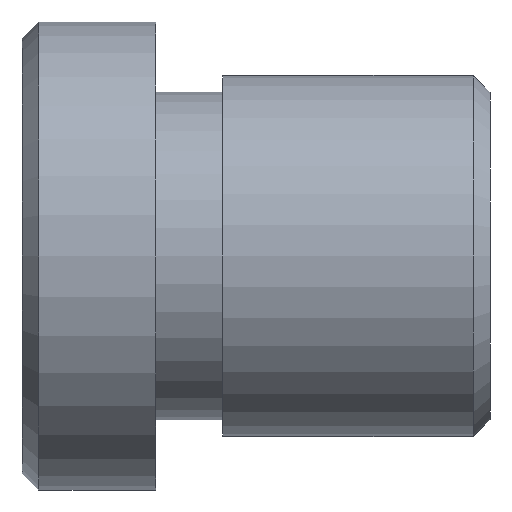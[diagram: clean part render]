
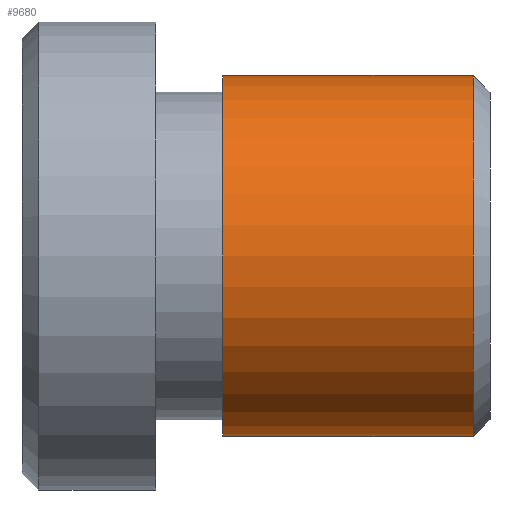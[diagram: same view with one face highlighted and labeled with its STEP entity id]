
A CAD part, left-side view. The second image highlights one B-rep face of the part: STEP entity #9680.
In plain terms, the highlighted cylindrical face has radius 5.4 mm (diameter 10.8 mm), a partial arc.
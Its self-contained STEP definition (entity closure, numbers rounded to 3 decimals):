
#798 = DIRECTION ( 'NONE',  ( 0., 1., 0. ) ) ;
#1062 = DIRECTION ( 'NONE',  ( 0., -1., 0. ) ) ;
#1606 = CARTESIAN_POINT ( 'NONE',  ( 0., 0.5, 5.4 ) ) ;
#1887 = VECTOR ( 'NONE', #1062, 1000. ) ;
#2010 = EDGE_LOOP ( 'NONE', ( #5824, #2138, #5598, #3092 ) ) ;
#2138 = ORIENTED_EDGE ( 'NONE', *, *, #7815, .F. ) ;
#2380 = CIRCLE ( 'NONE', #8493, 5.4 ) ;
#2450 = CARTESIAN_POINT ( 'NONE',  ( 0., 0.5, 0. ) ) ;
#3032 = CARTESIAN_POINT ( 'NONE',  ( 0., 8., -5.4 ) ) ;
#3092 = ORIENTED_EDGE ( 'NONE', *, *, #13140, .T. ) ;
#4184 = CIRCLE ( 'NONE', #4686, 5.4 ) ;
#4187 = EDGE_CURVE ( 'NONE', #9292, #8187, #5103, .T. ) ;
#4358 = CARTESIAN_POINT ( 'NONE',  ( 0., 0., 5.4 ) ) ;
#4686 = AXIS2_PLACEMENT_3D ( 'NONE', #7442, #798, #10788 ) ;
#5103 = LINE ( 'NONE', #12676, #5628 ) ;
#5598 = ORIENTED_EDGE ( 'NONE', *, *, #4187, .T. ) ;
#5628 = VECTOR ( 'NONE', #12766, 1000. ) ;
#5754 = VERTEX_POINT ( 'NONE', #1606 ) ;
#5824 = ORIENTED_EDGE ( 'NONE', *, *, #9367, .F. ) ;
#5861 = CARTESIAN_POINT ( 'NONE',  ( 0., 8., 5.4 ) ) ;
#6241 = LINE ( 'NONE', #4358, #1887 ) ;
#6565 = CARTESIAN_POINT ( 'NONE',  ( 0., 0.5, -5.4 ) ) ;
#7096 = CARTESIAN_POINT ( 'NONE',  ( 0., 0., 0. ) ) ;
#7442 = CARTESIAN_POINT ( 'NONE',  ( 0., 8., 0. ) ) ;
#7815 = EDGE_CURVE ( 'NONE', #9292, #9121, #4184, .T. ) ;
#8171 = DIRECTION ( 'NONE',  ( 0., -1., 0. ) ) ;
#8187 = VERTEX_POINT ( 'NONE', #6565 ) ;
#8223 = DIRECTION ( 'NONE',  ( 0., 0., -1. ) ) ;
#8493 = AXIS2_PLACEMENT_3D ( 'NONE', #2450, #9210, #10269 ) ;
#9121 = VERTEX_POINT ( 'NONE', #5861 ) ;
#9176 = CYLINDRICAL_SURFACE ( 'NONE', #9747, 5.4 ) ;
#9210 = DIRECTION ( 'NONE',  ( 0., 1., 0. ) ) ;
#9292 = VERTEX_POINT ( 'NONE', #3032 ) ;
#9367 = EDGE_CURVE ( 'NONE', #9121, #5754, #6241, .T. ) ;
#9680 = ADVANCED_FACE ( 'NONE', ( #10722 ), #9176, .T. ) ;
#9747 = AXIS2_PLACEMENT_3D ( 'NONE', #7096, #8171, #8223 ) ;
#10269 = DIRECTION ( 'NONE',  ( 0., 0., -1. ) ) ;
#10722 = FACE_OUTER_BOUND ( 'NONE', #2010, .T. ) ;
#10788 = DIRECTION ( 'NONE',  ( 0., 0., 1. ) ) ;
#12676 = CARTESIAN_POINT ( 'NONE',  ( 0., 0., -5.4 ) ) ;
#12766 = DIRECTION ( 'NONE',  ( 0., -1., 0. ) ) ;
#13140 = EDGE_CURVE ( 'NONE', #8187, #5754, #2380, .T. ) ;
